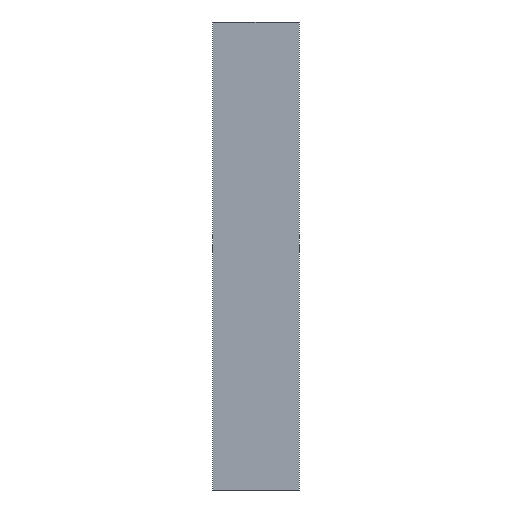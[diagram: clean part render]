
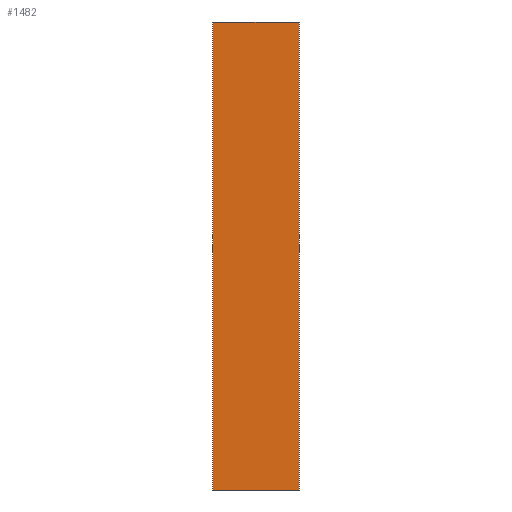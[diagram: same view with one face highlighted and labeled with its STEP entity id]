
A CAD part, left-side view. The second image highlights one B-rep face of the part: STEP entity #1482.
In plain terms, the highlighted planar face has unit normal (-1, 0, 0).
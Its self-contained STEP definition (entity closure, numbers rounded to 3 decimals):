
#73 = PLANE('',#74);
#74 = AXIS2_PLACEMENT_3D('',#75,#76,#77);
#75 = CARTESIAN_POINT('',(20.,25.,-135.));
#76 = DIRECTION('',(0.,0.,1.));
#77 = DIRECTION('',(1.,0.,0.));
#551 = PLANE('',#552);
#552 = AXIS2_PLACEMENT_3D('',#553,#554,#555);
#553 = CARTESIAN_POINT('',(20.,25.,135.));
#554 = DIRECTION('',(0.,0.,-1.));
#555 = DIRECTION('',(-1.,0.,0.));
#1039 = EDGE_CURVE('',#1040,#1042,#1044,.T.);
#1040 = VERTEX_POINT('',#1041);
#1041 = CARTESIAN_POINT('',(0.,-25.,-135.));
#1042 = VERTEX_POINT('',#1043);
#1043 = CARTESIAN_POINT('',(0.,25.,-135.));
#1044 = SURFACE_CURVE('',#1045,(#1049,#1056),.PCURVE_S1.);
#1045 = LINE('',#1046,#1047);
#1046 = CARTESIAN_POINT('',(0.,25.,-135.));
#1047 = VECTOR('',#1048,1.);
#1048 = DIRECTION('',(0.,1.,0.));
#1049 = PCURVE('',#73,#1050);
#1050 = DEFINITIONAL_REPRESENTATION('',(#1051),#1055);
#1051 = LINE('',#1052,#1053);
#1052 = CARTESIAN_POINT('',(-20.,0.));
#1053 = VECTOR('',#1054,1.);
#1054 = DIRECTION('',(0.,1.));
#1055 = ( GEOMETRIC_REPRESENTATION_CONTEXT(2) 
PARAMETRIC_REPRESENTATION_CONTEXT() REPRESENTATION_CONTEXT('2D SPACE',''
  ) );
#1056 = PCURVE('',#1057,#1062);
#1057 = PLANE('',#1058);
#1058 = AXIS2_PLACEMENT_3D('',#1059,#1060,#1061);
#1059 = CARTESIAN_POINT('',(0.,0.,0.));
#1060 = DIRECTION('',(1.,0.,0.));
#1061 = DIRECTION('',(0.,0.,-1.));
#1062 = DEFINITIONAL_REPRESENTATION('',(#1063),#1067);
#1063 = LINE('',#1064,#1065);
#1064 = CARTESIAN_POINT('',(135.,25.));
#1065 = VECTOR('',#1066,1.);
#1066 = DIRECTION('',(0.,1.));
#1067 = ( GEOMETRIC_REPRESENTATION_CONTEXT(2) 
PARAMETRIC_REPRESENTATION_CONTEXT() REPRESENTATION_CONTEXT('2D SPACE',''
  ) );
#1085 = PLANE('',#1086);
#1086 = AXIS2_PLACEMENT_3D('',#1087,#1088,#1089);
#1087 = CARTESIAN_POINT('',(20.,25.,135.));
#1088 = DIRECTION('',(0.,-1.,0.));
#1089 = DIRECTION('',(-1.,0.,0.));
#1134 = PLANE('',#1135);
#1135 = AXIS2_PLACEMENT_3D('',#1136,#1137,#1138);
#1136 = CARTESIAN_POINT('',(20.,-25.,135.));
#1137 = DIRECTION('',(0.,1.,0.));
#1138 = DIRECTION('',(1.,0.,0.));
#1149 = EDGE_CURVE('',#1042,#1150,#1152,.T.);
#1150 = VERTEX_POINT('',#1151);
#1151 = CARTESIAN_POINT('',(0.,25.,135.));
#1152 = SURFACE_CURVE('',#1153,(#1157,#1164),.PCURVE_S1.);
#1153 = LINE('',#1154,#1155);
#1154 = CARTESIAN_POINT('',(0.,25.,135.));
#1155 = VECTOR('',#1156,1.);
#1156 = DIRECTION('',(0.,-0.,1.));
#1157 = PCURVE('',#1085,#1158);
#1158 = DEFINITIONAL_REPRESENTATION('',(#1159),#1163);
#1159 = LINE('',#1160,#1161);
#1160 = CARTESIAN_POINT('',(20.,0.));
#1161 = VECTOR('',#1162,1.);
#1162 = DIRECTION('',(0.,-1.));
#1163 = ( GEOMETRIC_REPRESENTATION_CONTEXT(2) 
PARAMETRIC_REPRESENTATION_CONTEXT() REPRESENTATION_CONTEXT('2D SPACE',''
  ) );
#1164 = PCURVE('',#1057,#1165);
#1165 = DEFINITIONAL_REPRESENTATION('',(#1166),#1170);
#1166 = LINE('',#1167,#1168);
#1167 = CARTESIAN_POINT('',(-135.,25.));
#1168 = VECTOR('',#1169,1.);
#1169 = DIRECTION('',(-1.,0.));
#1170 = ( GEOMETRIC_REPRESENTATION_CONTEXT(2) 
PARAMETRIC_REPRESENTATION_CONTEXT() REPRESENTATION_CONTEXT('2D SPACE',''
  ) );
#1307 = EDGE_CURVE('',#1150,#1308,#1310,.T.);
#1308 = VERTEX_POINT('',#1309);
#1309 = CARTESIAN_POINT('',(0.,-25.,135.));
#1310 = SURFACE_CURVE('',#1311,(#1315,#1322),.PCURVE_S1.);
#1311 = LINE('',#1312,#1313);
#1312 = CARTESIAN_POINT('',(0.,25.,135.));
#1313 = VECTOR('',#1314,1.);
#1314 = DIRECTION('',(0.,-1.,0.));
#1315 = PCURVE('',#551,#1316);
#1316 = DEFINITIONAL_REPRESENTATION('',(#1317),#1321);
#1317 = LINE('',#1318,#1319);
#1318 = CARTESIAN_POINT('',(20.,0.));
#1319 = VECTOR('',#1320,1.);
#1320 = DIRECTION('',(-0.,-1.));
#1321 = ( GEOMETRIC_REPRESENTATION_CONTEXT(2) 
PARAMETRIC_REPRESENTATION_CONTEXT() REPRESENTATION_CONTEXT('2D SPACE',''
  ) );
#1322 = PCURVE('',#1057,#1323);
#1323 = DEFINITIONAL_REPRESENTATION('',(#1324),#1328);
#1324 = LINE('',#1325,#1326);
#1325 = CARTESIAN_POINT('',(-135.,25.));
#1326 = VECTOR('',#1327,1.);
#1327 = DIRECTION('',(0.,-1.));
#1328 = ( GEOMETRIC_REPRESENTATION_CONTEXT(2) 
PARAMETRIC_REPRESENTATION_CONTEXT() REPRESENTATION_CONTEXT('2D SPACE',''
  ) );
#1378 = EDGE_CURVE('',#1308,#1040,#1379,.T.);
#1379 = SURFACE_CURVE('',#1380,(#1384,#1391),.PCURVE_S1.);
#1380 = LINE('',#1381,#1382);
#1381 = CARTESIAN_POINT('',(0.,-25.,135.));
#1382 = VECTOR('',#1383,1.);
#1383 = DIRECTION('',(0.,0.,-1.));
#1384 = PCURVE('',#1134,#1385);
#1385 = DEFINITIONAL_REPRESENTATION('',(#1386),#1390);
#1386 = LINE('',#1387,#1388);
#1387 = CARTESIAN_POINT('',(-20.,0.));
#1388 = VECTOR('',#1389,1.);
#1389 = DIRECTION('',(0.,1.));
#1390 = ( GEOMETRIC_REPRESENTATION_CONTEXT(2) 
PARAMETRIC_REPRESENTATION_CONTEXT() REPRESENTATION_CONTEXT('2D SPACE',''
  ) );
#1391 = PCURVE('',#1057,#1392);
#1392 = DEFINITIONAL_REPRESENTATION('',(#1393),#1397);
#1393 = LINE('',#1394,#1395);
#1394 = CARTESIAN_POINT('',(-135.,-25.));
#1395 = VECTOR('',#1396,1.);
#1396 = DIRECTION('',(1.,0.));
#1397 = ( GEOMETRIC_REPRESENTATION_CONTEXT(2) 
PARAMETRIC_REPRESENTATION_CONTEXT() REPRESENTATION_CONTEXT('2D SPACE',''
  ) );
#1482 = ADVANCED_FACE('',(#1483),#1057,.F.);
#1483 = FACE_BOUND('',#1484,.T.);
#1484 = EDGE_LOOP('',(#1485,#1486,#1487,#1488));
#1485 = ORIENTED_EDGE('',*,*,#1039,.F.);
#1486 = ORIENTED_EDGE('',*,*,#1378,.F.);
#1487 = ORIENTED_EDGE('',*,*,#1307,.F.);
#1488 = ORIENTED_EDGE('',*,*,#1149,.F.);
